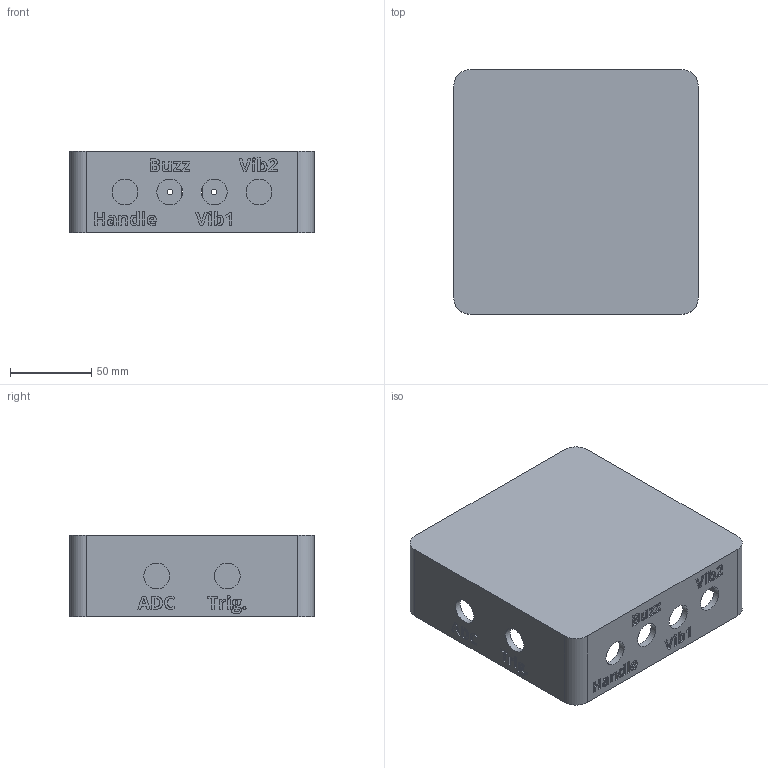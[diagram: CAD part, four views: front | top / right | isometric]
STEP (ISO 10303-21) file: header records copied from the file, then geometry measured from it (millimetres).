
FILE_DESCRIPTION(/* description */ ('STEP AP242','CAx-IF Rec.Pracs.---Representation and Presentation of Product Manufacturing Information (PMI)---4.0---2014-10-13','CAx-IF Rec.Pracs.---3D Tessellated Geometry---0.4---2014-09-14','2;1'),/* implementation_level */ '2;1');
FILE_NAME(/* name */ '658053198db5d510a3864df9',/* time_stamp */ '2023-12-18T14:11:39Z',/* author */ (''),/* organization */ (''),/* preprocessor_version */ 'ST-DEVELOPER v19.4',/* originating_system */ ' ',/* authorisation */ ' ');
FILE_SCHEMA (('AP242_MANAGED_MODEL_BASED_3D_ENGINEERING_MIM_LF { 1 0 10303 442 1 1 4 }'));
Length unit declared in the file: metre
Products named in the file (1): Part 1
Bounding box: 150 x 150 x 50 mm (x, y, z)
Volume: 207112.8 mm3; surface area: 102281.7 mm2
Topology: 1 solids, 1 shells, 1258 faces, 3412 edges, 2279 vertices
Faces by surface type: plane 622, bspline 586, cylinder 40, torus 8, cone 2
Full cylindrical faces by diameter (mm): 2 x8, 3 x4, 3.5 x2, 15.8 x6
Entity records: 40975 total; most frequent: CARTESIAN_POINT 13336, ORIENTED_EDGE 6734, DIRECTION 3639, EDGE_CURVE 3367, VERTEX_POINT 2264, LINE 2097, VECTOR 2097, EDGE_LOOP 1429
